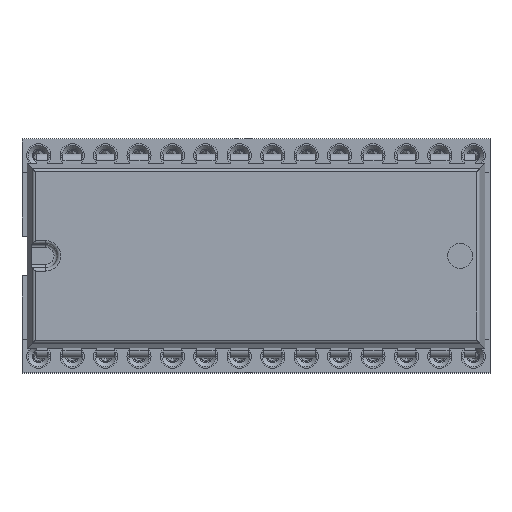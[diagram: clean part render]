
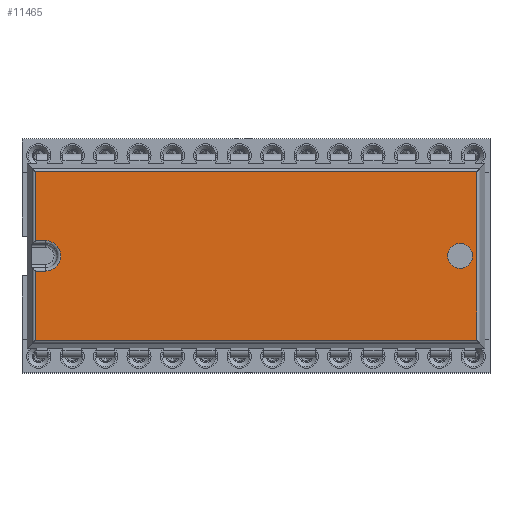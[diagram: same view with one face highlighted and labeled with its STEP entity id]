
A CAD part, top view. The second image highlights one B-rep face of the part: STEP entity #11465.
In plain terms, the highlighted planar face has unit normal (0, 0, 1).
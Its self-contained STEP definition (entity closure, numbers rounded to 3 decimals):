
#11465=ADVANCED_FACE('',(#24510,#24512),#24514,.T.);
#24510=FACE_BOUND('',#24511,.T.);
#24511=EDGE_LOOP('',(#31909,#31910,#31911,#31912,#31913,#31914,#31915,#31916));
#24512=FACE_BOUND('',#24513,.T.);
#24513=EDGE_LOOP('',(#31917));
#24514=PLANE('',#24515);
#24515=AXIS2_PLACEMENT_3D('',#24516,#24517,#24518);
#24516=CARTESIAN_POINT('',(0.,0.,3.9));
#24517=DIRECTION('',(0.,0.,1.));
#24518=DIRECTION('',(1.,0.,0.));
#31909=ORIENTED_EDGE('',*,*,#36371,.T.);
#31910=ORIENTED_EDGE('',*,*,#36379,.T.);
#31911=ORIENTED_EDGE('',*,*,#36377,.T.);
#31912=ORIENTED_EDGE('',*,*,#36376,.T.);
#31913=ORIENTED_EDGE('',*,*,#36362,.T.);
#31914=ORIENTED_EDGE('',*,*,#36360,.T.);
#31915=ORIENTED_EDGE('',*,*,#36358,.T.);
#31916=ORIENTED_EDGE('',*,*,#36374,.T.);
#31917=ORIENTED_EDGE('',*,*,#36380,.T.);
#36358=EDGE_CURVE('',#41087,#41085,#41088,.T.);
#36360=EDGE_CURVE('',#41090,#41087,#41091,.T.);
#36362=EDGE_CURVE('',#41093,#41090,#41094,.T.);
#36371=EDGE_CURVE('',#41107,#41108,#41109,.F.);
#36374=EDGE_CURVE('',#41085,#41107,#41112,.T.);
#36376=EDGE_CURVE('',#41113,#41093,#41115,.T.);
#36377=EDGE_CURVE('',#41116,#41113,#41117,.F.);
#36379=EDGE_CURVE('',#41108,#41116,#41119,.F.);
#36380=EDGE_CURVE('',#41120,#41120,#41121,.F.);
#41085=VERTEX_POINT('',#56037);
#41087=VERTEX_POINT('',#56042);
#41088=LINE('',#56043,#56044);
#41090=VERTEX_POINT('',#56050);
#41091=LINE('',#56051,#56052);
#41093=VERTEX_POINT('',#56058);
#41094=LINE('',#56059,#56060);
#41107=VERTEX_POINT('',#56094);
#41108=VERTEX_POINT('',#56095);
#41109=LINE('',#56096,#56097);
#41112=LINE('',#56107,#56108);
#41113=VERTEX_POINT('',#56110);
#41115=LINE('',#56115,#56116);
#41116=VERTEX_POINT('',#56118);
#41117=LINE('',#56119,#56120);
#41119=CIRCLE('',#56126,1.15);
#41120=VERTEX_POINT('',#56130);
#41121=CIRCLE('',#56131,0.95);
#56037=CARTESIAN_POINT('',(-0.251,14.016,3.9));
#56042=CARTESIAN_POINT('',(33.271,14.016,3.9));
#56043=CARTESIAN_POINT('',(33.271,14.016,3.9));
#56044=VECTOR('',#56045,1.);
#56045=DIRECTION('',(-1.,0.,0.));
#56050=CARTESIAN_POINT('',(33.271,1.224,3.9));
#56051=CARTESIAN_POINT('',(33.271,1.224,3.9));
#56052=VECTOR('',#56053,1.);
#56053=DIRECTION('',(0.,1.,0.));
#56058=CARTESIAN_POINT('',(-0.251,1.224,3.9));
#56059=CARTESIAN_POINT('',(-0.251,1.224,3.9));
#56060=VECTOR('',#56061,1.);
#56061=DIRECTION('',(1.,0.,0.));
#56094=CARTESIAN_POINT('',(-0.251,8.77,3.9));
#56095=CARTESIAN_POINT('',(0.515,8.77,3.9));
#56096=CARTESIAN_POINT('',(0.515,8.77,3.9));
#56097=VECTOR('',#56098,1.);
#56098=DIRECTION('',(-1.,0.,0.));
#56107=CARTESIAN_POINT('',(-0.251,14.016,3.9));
#56108=VECTOR('',#56109,1.);
#56109=DIRECTION('',(0.,-1.,0.));
#56110=CARTESIAN_POINT('',(-0.251,6.47,3.9));
#56115=CARTESIAN_POINT('',(-0.251,6.47,3.9));
#56116=VECTOR('',#56117,1.);
#56117=DIRECTION('',(0.,-1.,0.));
#56118=CARTESIAN_POINT('',(0.515,6.47,3.9));
#56119=CARTESIAN_POINT('',(-0.251,6.47,3.9));
#56120=VECTOR('',#56121,1.);
#56121=DIRECTION('',(1.,0.,0.));
#56126=AXIS2_PLACEMENT_3D('',#56127,#56128,#56129);
#56127=CARTESIAN_POINT('',(0.515,7.62,3.9));
#56128=DIRECTION('',(-0.,0.,1.));
#56129=DIRECTION('',(0.,-1.,0.));
#56130=CARTESIAN_POINT('',(32.97,7.62,3.9));
#56131=AXIS2_PLACEMENT_3D('',#56132,#56133,#56134);
#56132=CARTESIAN_POINT('',(32.02,7.62,3.9));
#56133=DIRECTION('',(0.,0.,1.));
#56134=DIRECTION('',(1.,0.,0.));
